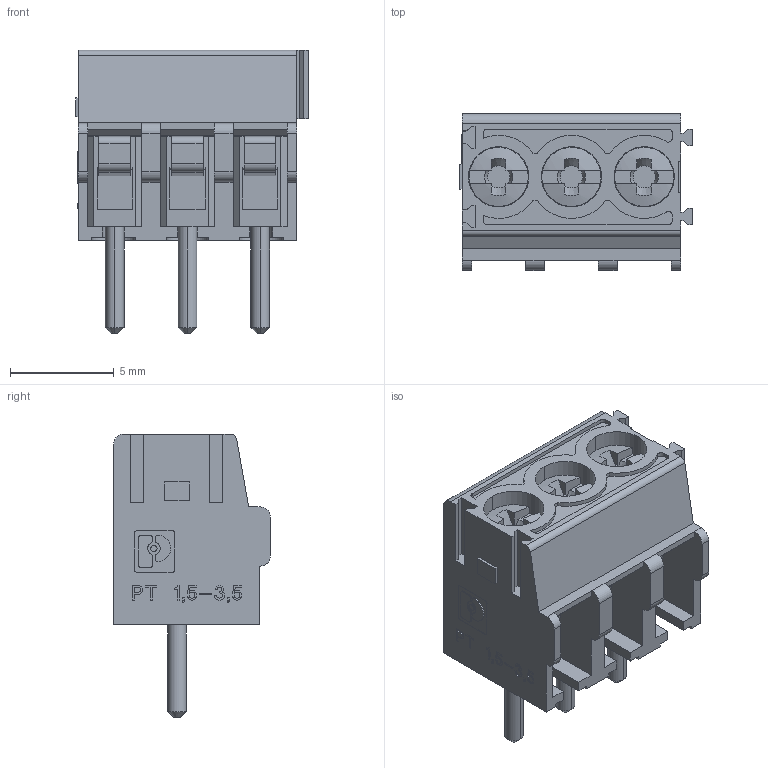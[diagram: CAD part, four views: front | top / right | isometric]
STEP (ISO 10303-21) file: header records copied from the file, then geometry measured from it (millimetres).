
FILE_DESCRIPTION(('FreeCAD Model'),'2;1');
FILE_NAME('pxc_1984620_01_PT_1_5_3_3_5_H_3D.step','2019-04-20T18:59:25',('kicad StepUp'),('ksu MCAD'), 'Open CASCADE STEP processor 7.3','FreeCAD','Unknown');
FILE_SCHEMA(('AUTOMOTIVE_DESIGN { 1 0 10303 214 1 1 1 1 }'));
Length unit declared in the file: millimetre
Products named in the file (1): pxc_1984620_01_PT_1_5_3_3_5_H_3D
Bounding box: 11.2 x 7.55 x 13.65 mm (x, y, z)
Volume: 487.3 mm3; surface area: 1377.1 mm2
Topology: 7 solids, 7 shells, 688 faces, 1968 edges, 1311 vertices
Faces by surface type: plane 547, cylinder 112, cone 18, sphere 6, extrusion 5
Entity records: 27927 total; most frequent: CARTESIAN_POINT 4819, ORIENTED_EDGE 3936, DIRECTION 3618, EDGE_CURVE 1968, VECTOR 1604, LINE 1599, VERTEX_POINT 1311, AXIS2_PLACEMENT_3D 1007
